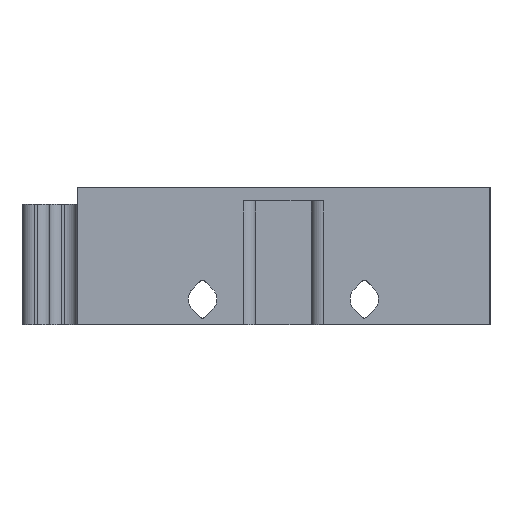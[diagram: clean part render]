
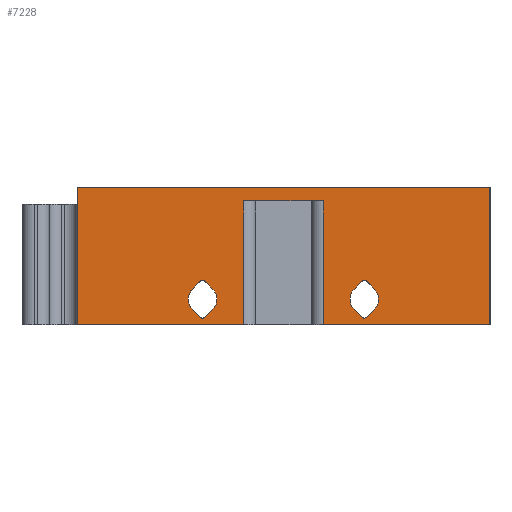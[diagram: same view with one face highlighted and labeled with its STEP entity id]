
A CAD part, left-side view. The second image highlights one B-rep face of the part: STEP entity #7228.
In plain terms, the highlighted planar face has unit normal (-1, 0, 0).
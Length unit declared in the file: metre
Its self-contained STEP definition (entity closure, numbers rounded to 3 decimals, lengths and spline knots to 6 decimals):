
#232=LINE('',#10036,#968);
#346=LINE('',#10373,#1082);
#354=LINE('',#10405,#1090);
#408=LINE('',#10568,#1144);
#427=LINE('',#10625,#1163);
#447=LINE('',#10699,#1183);
#458=LINE('',#10735,#1194);
#472=LINE('',#10776,#1208);
#496=LINE('',#10862,#1232);
#520=LINE('',#10933,#1256);
#521=LINE('',#10934,#1257);
#522=LINE('',#10935,#1258);
#523=LINE('',#10937,#1259);
#524=LINE('',#10939,#1260);
#525=LINE('',#10943,#1261);
#526=LINE('',#10946,#1262);
#968=VECTOR('',#8143,1.);
#1082=VECTOR('',#8363,1.);
#1090=VECTOR('',#8387,1.);
#1144=VECTOR('',#8503,1.);
#1163=VECTOR('',#8554,1.);
#1183=VECTOR('',#8632,1.);
#1194=VECTOR('',#8665,1.);
#1208=VECTOR('',#8699,1.);
#1232=VECTOR('',#8779,1.);
#1256=VECTOR('',#8839,1.);
#1257=VECTOR('',#8840,1.);
#1258=VECTOR('',#8841,1.);
#1259=VECTOR('',#8842,1.);
#1260=VECTOR('',#8843,1.);
#1261=VECTOR('',#8846,1.);
#1262=VECTOR('',#8849,1.);
#1755=CIRCLE('',#7667,0.0004);
#1763=CIRCLE('',#7683,0.002075);
#1771=CIRCLE('',#7695,0.002075);
#1787=CIRCLE('',#7741,0.0004);
#1789=CIRCLE('',#7744,0.002075);
#1803=CIRCLE('',#7774,0.002075);
#1804=CIRCLE('',#7775,0.0004);
#1805=CIRCLE('',#7776,0.0004);
#2404=ORIENTED_EDGE('',*,*,#4580,.T.);
#2405=ORIENTED_EDGE('',*,*,#4151,.F.);
#2406=ORIENTED_EDGE('',*,*,#4581,.T.);
#2407=ORIENTED_EDGE('',*,*,#4316,.T.);
#2408=ORIENTED_EDGE('',*,*,#4582,.F.);
#2409=ORIENTED_EDGE('',*,*,#4583,.T.);
#2410=ORIENTED_EDGE('',*,*,#4584,.T.);
#2411=ORIENTED_EDGE('',*,*,#4300,.T.);
#2412=ORIENTED_EDGE('',*,*,#4585,.F.);
#2413=ORIENTED_EDGE('',*,*,#4586,.T.);
#2414=ORIENTED_EDGE('',*,*,#4587,.F.);
#2415=ORIENTED_EDGE('',*,*,#4543,.F.);
#2416=ORIENTED_EDGE('',*,*,#4531,.F.);
#2417=ORIENTED_EDGE('',*,*,#4500,.F.);
#2418=ORIENTED_EDGE('',*,*,#4528,.F.);
#2419=ORIENTED_EDGE('',*,*,#4588,.T.);
#2420=ORIENTED_EDGE('',*,*,#4398,.F.);
#2421=ORIENTED_EDGE('',*,*,#4413,.T.);
#2422=ORIENTED_EDGE('',*,*,#4425,.T.);
#2423=ORIENTED_EDGE('',*,*,#4437,.T.);
#2424=ORIENTED_EDGE('',*,*,#4462,.T.);
#2425=ORIENTED_EDGE('',*,*,#4589,.T.);
#2426=ORIENTED_EDGE('',*,*,#4480,.F.);
#2427=ORIENTED_EDGE('',*,*,#4448,.T.);
#4151=EDGE_CURVE('',#5269,#5270,#232,.F.);
#4300=EDGE_CURVE('',#5403,#5402,#346,.F.);
#4316=EDGE_CURVE('',#5419,#5418,#354,.F.);
#4398=EDGE_CURVE('',#5496,#5493,#408,.T.);
#4413=EDGE_CURVE('',#5496,#5510,#1755,.T.);
#4425=EDGE_CURVE('',#5510,#5518,#427,.T.);
#4437=EDGE_CURVE('',#5518,#5526,#1763,.T.);
#4448=EDGE_CURVE('',#5534,#5493,#1771,.T.);
#4462=EDGE_CURVE('',#5526,#5543,#447,.T.);
#4480=EDGE_CURVE('',#5534,#5558,#458,.T.);
#4500=EDGE_CURVE('',#5574,#5571,#472,.T.);
#4528=EDGE_CURVE('',#5598,#5574,#1787,.F.);
#4531=EDGE_CURVE('',#5571,#5599,#1789,.F.);
#4543=EDGE_CURVE('',#5599,#5609,#496,.T.);
#4580=EDGE_CURVE('',#5402,#5270,#520,.T.);
#4581=EDGE_CURVE('',#5269,#5419,#521,.F.);
#4582=EDGE_CURVE('',#5638,#5418,#522,.T.);
#4583=EDGE_CURVE('',#5638,#5639,#523,.F.);
#4584=EDGE_CURVE('',#5639,#5403,#524,.F.);
#4585=EDGE_CURVE('',#5640,#5641,#1803,.F.);
#4586=EDGE_CURVE('',#5640,#5642,#525,.T.);
#4587=EDGE_CURVE('',#5609,#5642,#1804,.F.);
#4588=EDGE_CURVE('',#5598,#5641,#526,.T.);
#4589=EDGE_CURVE('',#5543,#5558,#1805,.T.);
#5269=VERTEX_POINT('',#10035);
#5270=VERTEX_POINT('',#10037);
#5402=VERTEX_POINT('',#10372);
#5403=VERTEX_POINT('',#10374);
#5418=VERTEX_POINT('',#10404);
#5419=VERTEX_POINT('',#10406);
#5493=VERTEX_POINT('',#10562);
#5496=VERTEX_POINT('',#10567);
#5510=VERTEX_POINT('',#10600);
#5518=VERTEX_POINT('',#10624);
#5526=VERTEX_POINT('',#10648);
#5534=VERTEX_POINT('',#10672);
#5543=VERTEX_POINT('',#10698);
#5558=VERTEX_POINT('',#10736);
#5571=VERTEX_POINT('',#10770);
#5574=VERTEX_POINT('',#10775);
#5598=VERTEX_POINT('',#10831);
#5599=VERTEX_POINT('',#10835);
#5609=VERTEX_POINT('',#10863);
#5638=VERTEX_POINT('',#10936);
#5639=VERTEX_POINT('',#10938);
#5640=VERTEX_POINT('',#10941);
#5641=VERTEX_POINT('',#10942);
#5642=VERTEX_POINT('',#10944);
#6218=EDGE_LOOP('',(#2404,#2405,#2406,#2407,#2408,#2409,#2410,#2411));
#6219=EDGE_LOOP('',(#2412,#2413,#2414,#2415,#2416,#2417,#2418,#2419));
#6220=EDGE_LOOP('',(#2420,#2421,#2422,#2423,#2424,#2425,#2426,#2427));
#6628=FACE_BOUND('',#6218,.T.);
#6629=FACE_BOUND('',#6219,.T.);
#6630=FACE_BOUND('',#6220,.T.);
#6993=PLANE('',#7773);
#7228=ADVANCED_FACE('',(#6628,#6629,#6630),#6993,.F.);
#7667=AXIS2_PLACEMENT_3D('',#10601,#8527,#8528);
#7683=AXIS2_PLACEMENT_3D('',#10649,#8575,#8576);
#7695=AXIS2_PLACEMENT_3D('',#10671,#8602,#8603);
#7741=AXIS2_PLACEMENT_3D('',#10832,#8744,#8745);
#7744=AXIS2_PLACEMENT_3D('',#10838,#8751,#8752);
#7773=AXIS2_PLACEMENT_3D('',#10932,#8837,#8838);
#7774=AXIS2_PLACEMENT_3D('',#10940,#8844,#8845);
#7775=AXIS2_PLACEMENT_3D('',#10945,#8847,#8848);
#7776=AXIS2_PLACEMENT_3D('',#10947,#8850,#8851);
#8143=DIRECTION('',(0.,1.,0.));
#8363=DIRECTION('',(0.,1.,0.));
#8387=DIRECTION('',(0.,1.,0.));
#8503=DIRECTION('',(0.,-0.707,0.707));
#8527=DIRECTION('',(1.,0.,0.));
#8528=DIRECTION('',(0.,1.,0.));
#8554=DIRECTION('',(0.,0.707,0.707));
#8575=DIRECTION('',(1.,0.,0.));
#8576=DIRECTION('',(0.,1.,0.));
#8602=DIRECTION('',(1.,0.,0.));
#8603=DIRECTION('',(0.,1.,0.));
#8632=DIRECTION('',(0.,-0.707,0.707));
#8665=DIRECTION('',(0.,0.707,0.707));
#8699=DIRECTION('',(0.,-0.707,0.707));
#8744=DIRECTION('',(1.,0.,0.));
#8745=DIRECTION('',(0.,1.,0.));
#8751=DIRECTION('',(1.,0.,0.));
#8752=DIRECTION('',(0.,1.,0.));
#8779=DIRECTION('',(0.,0.707,0.707));
#8837=DIRECTION('',(1.,0.,0.));
#8838=DIRECTION('',(0.,1.,0.));
#8839=DIRECTION('',(0.,0.,1.));
#8840=DIRECTION('',(0.,0.,1.));
#8841=DIRECTION('',(0.,0.,-1.));
#8842=DIRECTION('',(0.,1.,0.));
#8843=DIRECTION('',(0.,0.,1.));
#8844=DIRECTION('',(1.,0.,0.));
#8845=DIRECTION('',(0.,1.,0.));
#8846=DIRECTION('',(0.,-0.707,0.707));
#8847=DIRECTION('',(1.,0.,0.));
#8848=DIRECTION('',(0.,1.,0.));
#8849=DIRECTION('',(0.,0.707,0.707));
#8850=DIRECTION('',(1.,0.,0.));
#8851=DIRECTION('',(0.,1.,0.));
#10035=CARTESIAN_POINT('',(0.630025,0.569975,0.38));
#10036=CARTESIAN_POINT('',(0.630025,0.497889,0.38));
#10037=CARTESIAN_POINT('',(0.630025,0.51,0.38));
#10372=CARTESIAN_POINT('',(0.630025,0.51,0.36));
#10373=CARTESIAN_POINT('',(0.630025,0.497889,0.36));
#10374=CARTESIAN_POINT('',(0.630025,0.534222,0.36));
#10404=CARTESIAN_POINT('',(0.630025,0.545778,0.36));
#10405=CARTESIAN_POINT('',(0.630025,0.497889,0.36));
#10406=CARTESIAN_POINT('',(0.630025,0.569975,0.36));
#10562=CARTESIAN_POINT('',(0.630025,0.526799,0.362266));
#10567=CARTESIAN_POINT('',(0.630025,0.527984,0.361082));
#10568=CARTESIAN_POINT('',(0.630025,0.503477,0.385588));
#10600=CARTESIAN_POINT('',(0.630025,0.528549,0.361082));
#10601=CARTESIAN_POINT('',(0.630025,0.528267,0.361365));
#10624=CARTESIAN_POINT('',(0.630025,0.529734,0.362266));
#10625=CARTESIAN_POINT('',(0.630025,0.522678,0.355211));
#10648=CARTESIAN_POINT('',(0.630025,0.529734,0.365201));
#10649=CARTESIAN_POINT('',(0.630025,0.528267,0.363733));
#10671=CARTESIAN_POINT('',(0.630025,0.528267,0.363733));
#10672=CARTESIAN_POINT('',(0.630025,0.526799,0.365201));
#10698=CARTESIAN_POINT('',(0.630025,0.528549,0.366385));
#10699=CARTESIAN_POINT('',(0.630025,0.506412,0.388523));
#10735=CARTESIAN_POINT('',(0.630025,0.519744,0.358145));
#10736=CARTESIAN_POINT('',(0.630025,0.527984,0.366385));
#10770=CARTESIAN_POINT('',(0.630025,0.550266,0.362266));
#10775=CARTESIAN_POINT('',(0.630025,0.551451,0.361082));
#10776=CARTESIAN_POINT('',(0.630025,0.515211,0.397322));
#10831=CARTESIAN_POINT('',(0.630025,0.552016,0.361082));
#10832=CARTESIAN_POINT('',(0.630025,0.551733,0.361365));
#10835=CARTESIAN_POINT('',(0.630025,0.550266,0.365201));
#10838=CARTESIAN_POINT('',(0.630025,0.551733,0.363733));
#10862=CARTESIAN_POINT('',(0.630025,0.531477,0.346412));
#10863=CARTESIAN_POINT('',(0.630025,0.551451,0.366385));
#10932=CARTESIAN_POINT('',(0.630025,0.497889,0.38));
#10933=CARTESIAN_POINT('',(0.630025,0.51,0.38));
#10934=CARTESIAN_POINT('',(0.630025,0.569975,0.38));
#10935=CARTESIAN_POINT('',(0.630025,0.545778,0.38));
#10936=CARTESIAN_POINT('',(0.630025,0.545778,0.378));
#10937=CARTESIAN_POINT('',(0.630025,0.497889,0.378));
#10938=CARTESIAN_POINT('',(0.630025,0.534222,0.378));
#10939=CARTESIAN_POINT('',(0.630025,0.534222,0.38));
#10940=CARTESIAN_POINT('',(0.630025,0.551733,0.363733));
#10941=CARTESIAN_POINT('',(0.630025,0.553201,0.365201));
#10942=CARTESIAN_POINT('',(0.630025,0.553201,0.362266));
#10943=CARTESIAN_POINT('',(0.630025,0.518145,0.400256));
#10944=CARTESIAN_POINT('',(0.630025,0.552016,0.366385));
#10945=CARTESIAN_POINT('',(0.630025,0.551733,0.366102));
#10946=CARTESIAN_POINT('',(0.630025,0.534412,0.343477));
#10947=CARTESIAN_POINT('',(0.630025,0.528267,0.366102));
